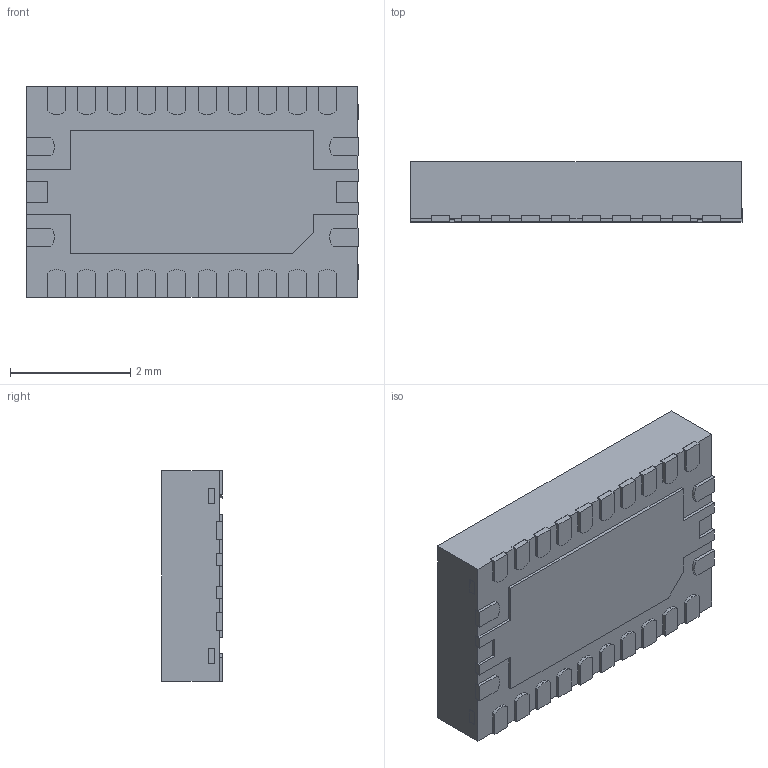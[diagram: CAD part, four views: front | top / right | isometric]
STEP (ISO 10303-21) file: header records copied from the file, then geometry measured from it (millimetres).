
FILE_DESCRIPTION (( 'STEP AP214' ), '1' );
FILE_NAME ('VQFN-24_5.5X3.5.STEP', '2021-09-24T17:27:04', ( '' ), ( '' ), 'SwSTEP 2.0', 'SolidWorks 2021', '' );
FILE_SCHEMA (( 'AUTOMOTIVE_DESIGN' ));
Length unit declared in the file: millimetre
Products named in the file (1): User Library-VQFN-24-1
Bounding box: 5.52 x 1 x 3.52 mm (x, y, z)
Volume: 18.9 mm3; surface area: 58.5 mm2
Topology: 1 solids, 1 shells, 212 faces, 615 edges, 410 vertices
Faces by surface type: plane 176, cylinder 36
Entity records: 9277 total; most frequent: CARTESIAN_POINT 1238, ORIENTED_EDGE 1230, DIRECTION 1113, EDGE_CURVE 615, VECTOR 543, LINE 543, VERTEX_POINT 410, AXIS2_PLACEMENT_3D 285
